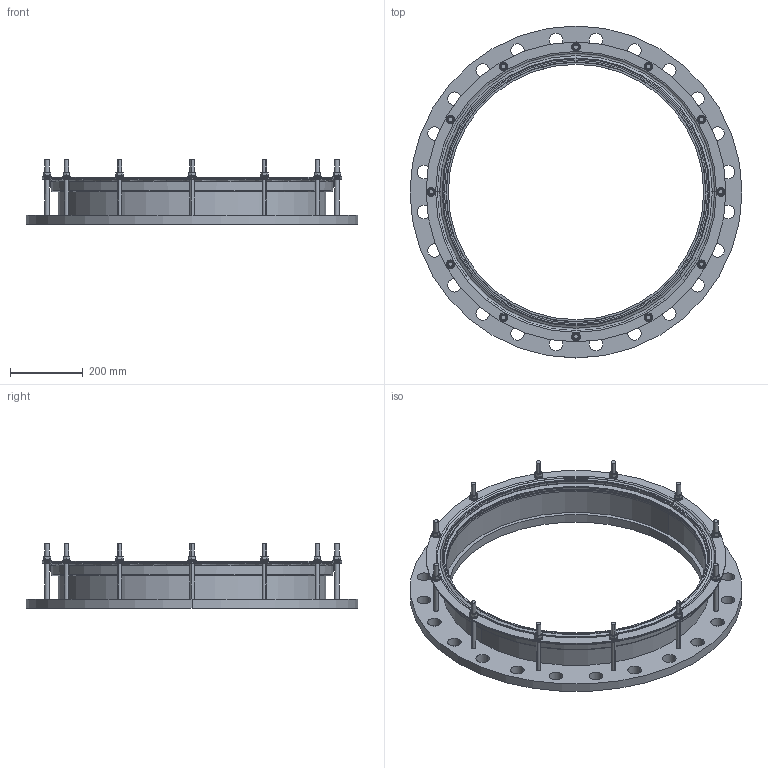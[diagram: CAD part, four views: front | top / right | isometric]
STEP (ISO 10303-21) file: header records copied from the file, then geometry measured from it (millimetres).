
FILE_DESCRIPTION (( 'STEP AP203' ), '1' );
FILE_NAME ('O_260_30_DN700_step.STEP', '2015-06-15T03:54:12', ( '' ), ( '' ), 'SwSTEP 2.0', 'SolidWorks 2012', '' );
FILE_SCHEMA (( 'CONFIG_CONTROL_DESIGN' ));
Length unit declared in the file: millimetre
Products named in the file (1): O_260_30_DN700_step
Bounding box: 910 x 910 x 178 mm (x, y, z)
Volume: 9898908.6 mm3; surface area: 1519346 mm2
Topology: 1 solids, 1 shells, 334 faces, 870 edges, 572 vertices
Faces by surface type: cylinder 142, plane 120, cone 58, torus 14
Entity records: 12655 total; most frequent: CARTESIAN_POINT 4347, ORIENTED_EDGE 1740, DIRECTION 1658, EDGE_CURVE 870, AXIS2_PLACEMENT_3D 693, VERTEX_POINT 572, EDGE_LOOP 442, CIRCLE 358
